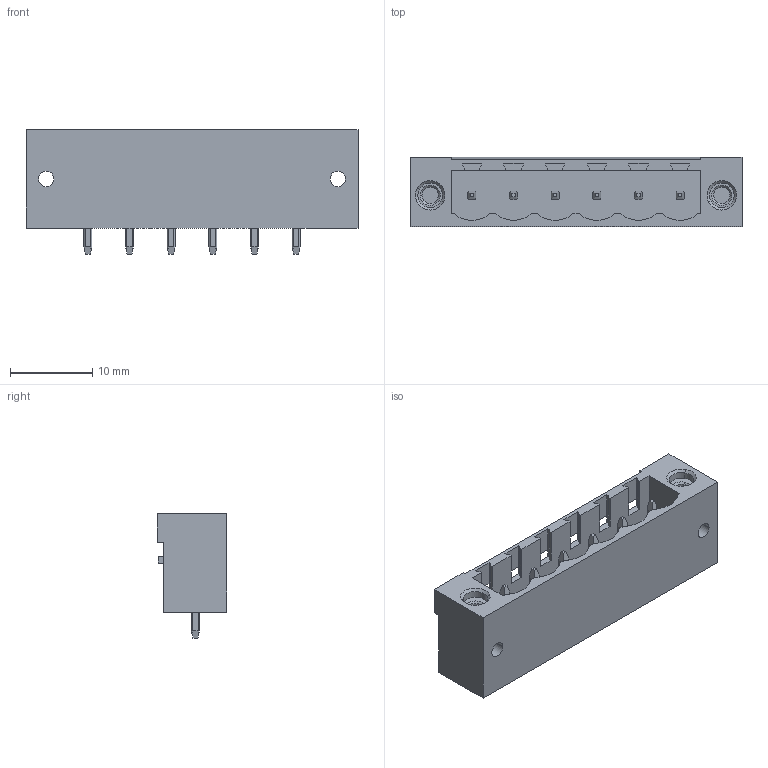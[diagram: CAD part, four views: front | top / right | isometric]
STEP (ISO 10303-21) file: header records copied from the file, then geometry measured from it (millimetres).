
FILE_DESCRIPTION(('CATIA V5 STEP Exchange','CAx-IF Rec.Pracs.--- Model Styling and Organization---1.2---2011-12-15'),'2;1');
FILE_NAME ('D1449157_0', '2018-10-27T04:05:42+00:00', ('none'), ('Weidmueller'), 'CATIA Version 5-6 Release 2014', 'CATIA V5 STEP AP214', 'none');
FILE_SCHEMA(('AUTOMOTIVE_DESIGN { 1 0 10303 214 1 1 1 1 }'));
Length unit declared in the file: millimetre
Products named in the file (1): 1148590000
Bounding box: 40.48 x 8.43 x 15.2 mm (x, y, z)
Volume: 1980.6 mm3; surface area: 3429.2 mm2
Topology: 9 solids, 9 shells, 329 faces, 944 edges, 625 vertices
Faces by surface type: plane 237, cylinder 76, cone 16
Entity records: 10028 total; most frequent: CARTESIAN_POINT 2108, ORIENTED_EDGE 1888, DIRECTION 1204, EDGE_CURVE 944, VECTOR 680, LINE 680, VERTEX_POINT 625, EDGE_LOOP 361
